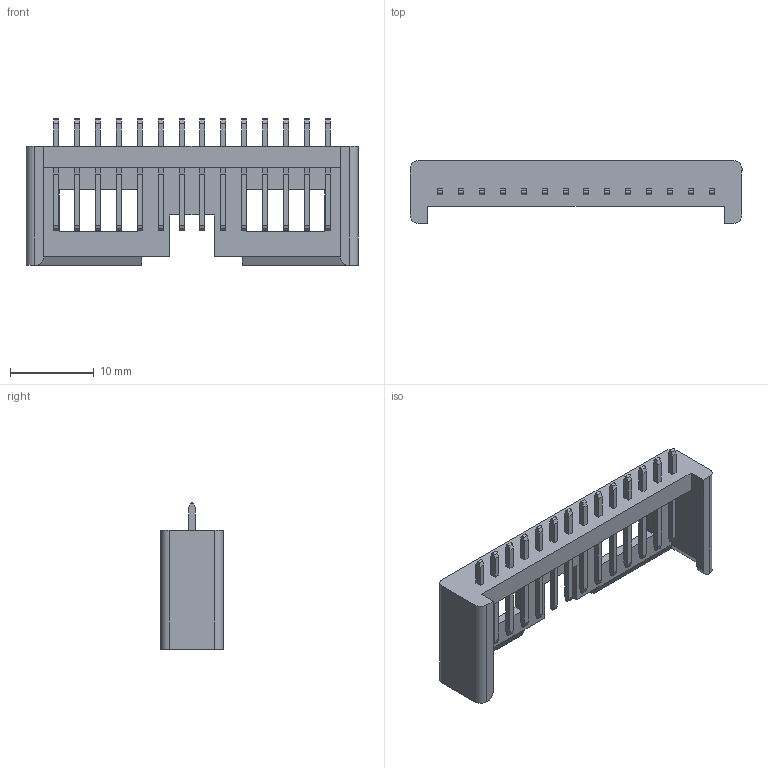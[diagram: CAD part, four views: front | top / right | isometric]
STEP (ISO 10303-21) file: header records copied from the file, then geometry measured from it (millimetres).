
FILE_DESCRIPTION(('OneSpaceDesigner STEP Export'),'2;1');
FILE_NAME('2,5_MSF_O_14.stp','2005-12-12T14:47:05',('oleg_svencickij'),('LumbergConnect_GmbH'),'OneSpace Designer STEP processor for AP214 (Solid Model)','OneSpace Designer 13.20 11-May-2005 (C) CoCreate Software GmbH','');
FILE_SCHEMA(('AUTOMOTIVE_DESIGN { 1 0 10303 214 1 1 1 1 }'));
Length unit declared in the file: millimetre
Products named in the file (1): 2.5_MSF_O_14
Bounding box: 39.7 x 7.5 x 17.5 mm (x, y, z)
Volume: 1154.6 mm3; surface area: 2152.3 mm2
Topology: 1 solids, 1 shells, 268 faces, 706 edges, 468 vertices
Faces by surface type: plane 234, cylinder 34
Entity records: 9451 total; most frequent: ORIENTED_EDGE 1412, CARTESIAN_POINT 1325, DIRECTION 1141, EDGE_CURVE 706, VECTOR 573, LINE 573, VERTEX_POINT 468, EDGE_LOOP 300
